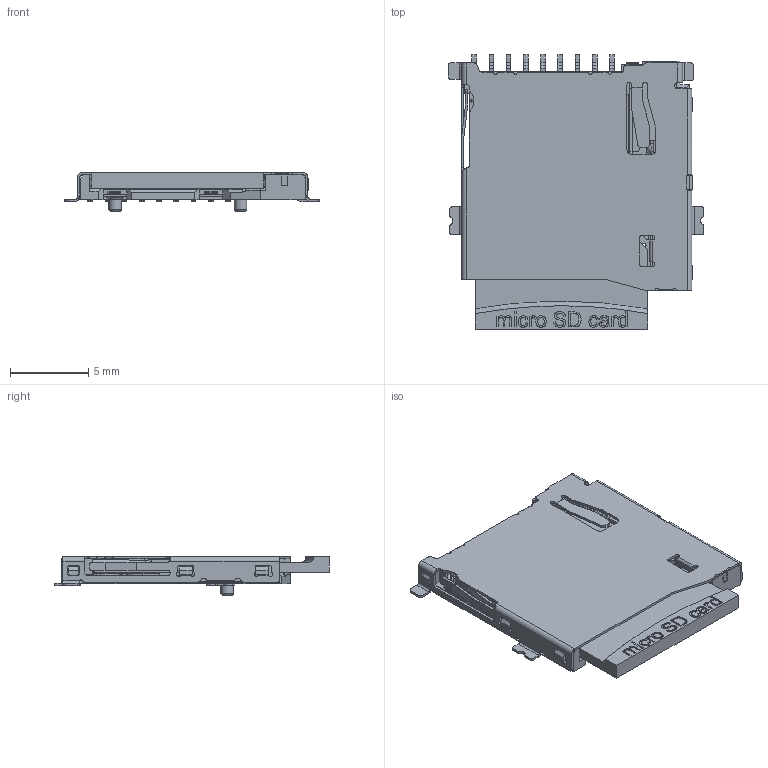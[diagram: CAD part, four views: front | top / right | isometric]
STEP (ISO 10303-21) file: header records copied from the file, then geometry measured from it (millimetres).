
FILE_DESCRIPTION(/* description */ ('SIM Card Socket','CAx-IF Rec.Pracs.---Representation and Presentation of Product Manufacturing Information (PMI)---4.0---2014-10-13','CAx-IF Rec.Pracs.---3D Tessellated Geometry---0.4---2014-09-14','2;1'),/* implementation_level */ '2;1');
FILE_NAME(/* name */ 'Micro_SD_Card_and_Holder',/* time_stamp */ '2023-05-18T17:06:02+03:00',/* author */ ('Ivanov'),/* organization */ ('S.D. Design Ltd'),/* preprocessor_version */ 'ST-DEVELOPER v18.102',/* originating_system */ 'Solid Edge',/* authorisation */ 'Unknown');
FILE_SCHEMA (('AP242_MANAGED_MODEL_BASED_3D_ENGINEERING_MIM_LF { 1 0 10303 442 1 1 4 }'));
Products named in the file (9): WURT_CARD_HOLDER; 693071020811_Housing; 693071020811_Guide; 693071020811_Spring; 693071020811_Contact; 693071020811_Hook; 693071020811_Agraphe; 693071020811_Shielding; MicroSD
Assembly tree (8 placements, depth 2):
  WURT_CARD_HOLDER
    693071020811_Housing
    693071020811_Guide
    693071020811_Spring
    693071020811_Contact
    693071020811_Hook
    693071020811_Agraphe
    693071020811_Shielding
    MicroSD
Bounding box: 16.3 x 17.53 x 2.48 mm (x, y, z)
Volume: 256.3 mm3; surface area: 1711.1 mm2
Topology: 17 solids, 17 shells, 1794 faces, 5168 edges, 3429 vertices
Faces by surface type: plane 1135, cylinder 624, bspline 26, torus 9
Full cylindrical faces by diameter (mm): 0.29 x3, 0.3 x1, 0.349 x1, 0.38 x8, 0.4 x2, 0.44 x6, 0.5 x6, 0.54 x2, 0.64 x1, 0.8 x2, 0.94 x1
Entity records: 63097 total; most frequent: CARTESIAN_POINT 14080, ORIENTED_EDGE 10190, DIRECTION 9861, EDGE_CURVE 5095, LINE 3755, VECTOR 3755, VERTEX_POINT 3400, AXIS2_PLACEMENT_3D 3053
